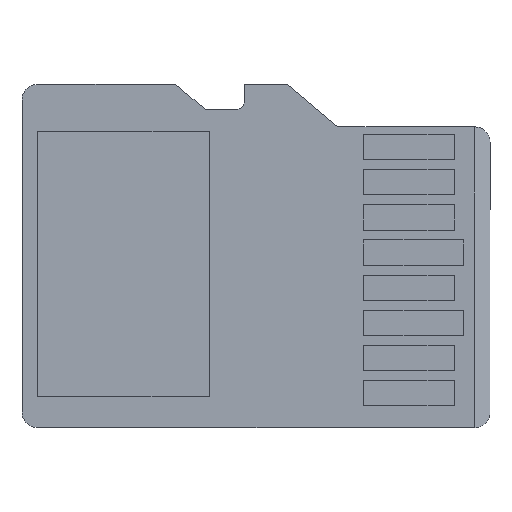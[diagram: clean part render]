
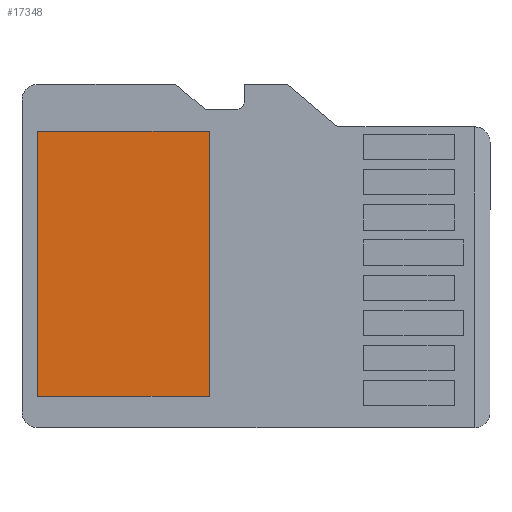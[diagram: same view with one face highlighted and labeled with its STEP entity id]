
A CAD part, front view. The second image highlights one B-rep face of the part: STEP entity #17348.
In plain terms, the highlighted planar face has unit normal (0, -1, 0).
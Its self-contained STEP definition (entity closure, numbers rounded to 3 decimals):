
#1325 = VECTOR ( 'NONE', #19453, 1000. ) ;
#1425 = DIRECTION ( 'NONE',  ( 1., 0., 0. ) ) ;
#1815 = CARTESIAN_POINT ( 'NONE',  ( -7., -0.025, 4. ) ) ;
#1875 = FACE_OUTER_BOUND ( 'NONE', #2493, .T. ) ;
#2493 = EDGE_LOOP ( 'NONE', ( #18806, #12472, #16162, #13945 ) ) ;
#3052 = LINE ( 'NONE', #19501, #8399 ) ;
#3729 = VERTEX_POINT ( 'NONE', #20355 ) ;
#5536 = CARTESIAN_POINT ( 'NONE',  ( -1.5, -0.025, 4. ) ) ;
#6672 = CARTESIAN_POINT ( 'NONE',  ( -7., -0.025, -4.5 ) ) ;
#7751 = DIRECTION ( 'NONE',  ( 0., 0., -1. ) ) ;
#7868 = CARTESIAN_POINT ( 'NONE',  ( -7., -0.025, -4.5 ) ) ;
#7882 = AXIS2_PLACEMENT_3D ( 'NONE', #6672, #8507, #16704 ) ;
#8045 = VECTOR ( 'NONE', #7751, 1000. ) ;
#8126 = CARTESIAN_POINT ( 'NONE',  ( -7., -0.025, 4. ) ) ;
#8399 = VECTOR ( 'NONE', #1425, 1000. ) ;
#8507 = DIRECTION ( 'NONE',  ( 0., -1., 0. ) ) ;
#11474 = VERTEX_POINT ( 'NONE', #12364 ) ;
#12009 = DIRECTION ( 'NONE',  ( 0., 0., 1. ) ) ;
#12364 = CARTESIAN_POINT ( 'NONE',  ( -1.5, -0.025, -4.5 ) ) ;
#12472 = ORIENTED_EDGE ( 'NONE', *, *, #20916, .T. ) ;
#12804 = VECTOR ( 'NONE', #12009, 1000. ) ;
#13945 = ORIENTED_EDGE ( 'NONE', *, *, #16542, .T. ) ;
#14067 = VERTEX_POINT ( 'NONE', #8126 ) ;
#14185 = LINE ( 'NONE', #19618, #8045 ) ;
#14551 = LINE ( 'NONE', #1815, #1325 ) ;
#14915 = EDGE_CURVE ( 'NONE', #11474, #3729, #18118, .T. ) ;
#16162 = ORIENTED_EDGE ( 'NONE', *, *, #14915, .T. ) ;
#16542 = EDGE_CURVE ( 'NONE', #3729, #14067, #14551, .T. ) ;
#16704 = DIRECTION ( 'NONE',  ( 0., 0., -1. ) ) ;
#16807 = PLANE ( 'NONE',  #7882 ) ;
#17348 = ADVANCED_FACE ( 'NONE', ( #1875 ), #16807, .T. ) ;
#17978 = VERTEX_POINT ( 'NONE', #7868 ) ;
#18118 = LINE ( 'NONE', #5536, #12804 ) ;
#18806 = ORIENTED_EDGE ( 'NONE', *, *, #20887, .T. ) ;
#19453 = DIRECTION ( 'NONE',  ( -1., 0., 0. ) ) ;
#19501 = CARTESIAN_POINT ( 'NONE',  ( -7., -0.025, -4.5 ) ) ;
#19618 = CARTESIAN_POINT ( 'NONE',  ( -7., -0.025, 4. ) ) ;
#20355 = CARTESIAN_POINT ( 'NONE',  ( -1.5, -0.025, 4. ) ) ;
#20887 = EDGE_CURVE ( 'NONE', #14067, #17978, #14185, .T. ) ;
#20916 = EDGE_CURVE ( 'NONE', #17978, #11474, #3052, .T. ) ;
